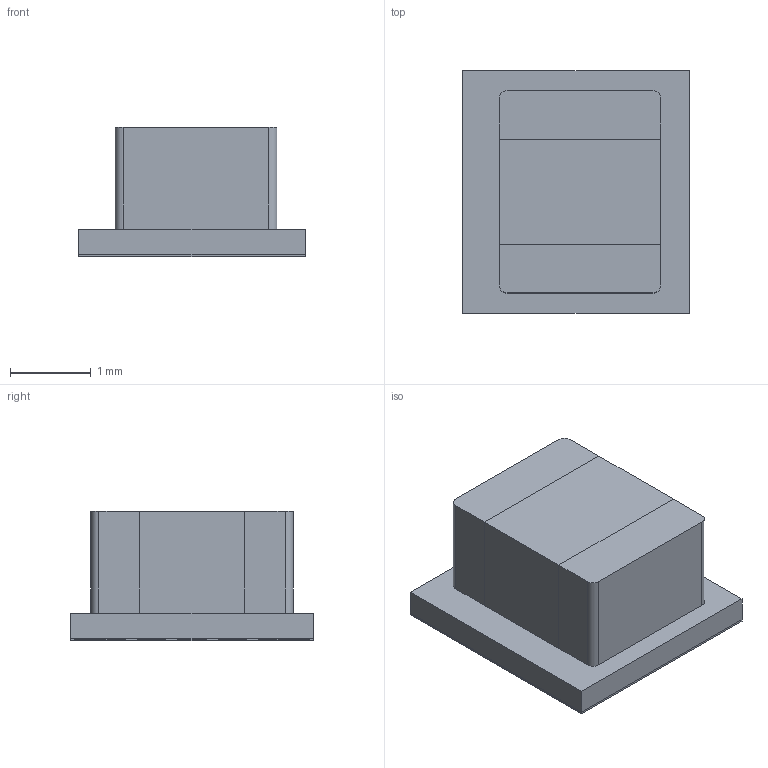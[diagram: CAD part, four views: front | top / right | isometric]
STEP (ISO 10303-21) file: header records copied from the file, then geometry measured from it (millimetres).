
FILE_DESCRIPTION((''),'2;1');
FILE_NAME('SIS0011A_ASM','2023-06-02T08:11:56',('a0412086'),(''),'CREO PARAMETRIC BY PTC INC, 2018500','CREO PARAMETRIC BY PTC INC, 2018500','');
FILE_SCHEMA(('CONFIG_CONTROL_DESIGN','SHAPE_APPEARANCE_LAYERS_GROUPS'));
Length unit declared in the file: millimetre
Products named in the file (7): SOLDERMASK-SIS0011A; METAL-SIS0011A; SUBSTRATE-SIP; INDUCTOR-BODY-MLV; INDUCTOR-TERMNL-MLV; INDUCTOR-SIS0011A_ASM; SIS0011A_ASM
Assembly tree (7 placements, depth 3):
  SIS0011A_ASM
    SOLDERMASK-SIS0011A
    METAL-SIS0011A
    SUBSTRATE-SIP
    INDUCTOR-SIS0011A_ASM
      INDUCTOR-BODY-MLV
      INDUCTOR-TERMNL-MLV  x2
Bounding box: 2.8 x 3 x 1.6 mm (x, y, z)
Volume: 9.1 mm3; surface area: 72.3 mm2
Topology: 16 solids, 16 shells, 182 faces, 477 edges, 318 vertices
Faces by surface type: plane 178, cylinder 4
Entity records: 6997 total; most frequent: CARTESIAN_POINT 956, ORIENTED_EDGE 918, DIRECTION 845, PRESENTATION_STYLE_ASSIGNMENT 474, STYLED_ITEM 474, CURVE_STYLE 459, EDGE_CURVE 459, VECTOR 455
